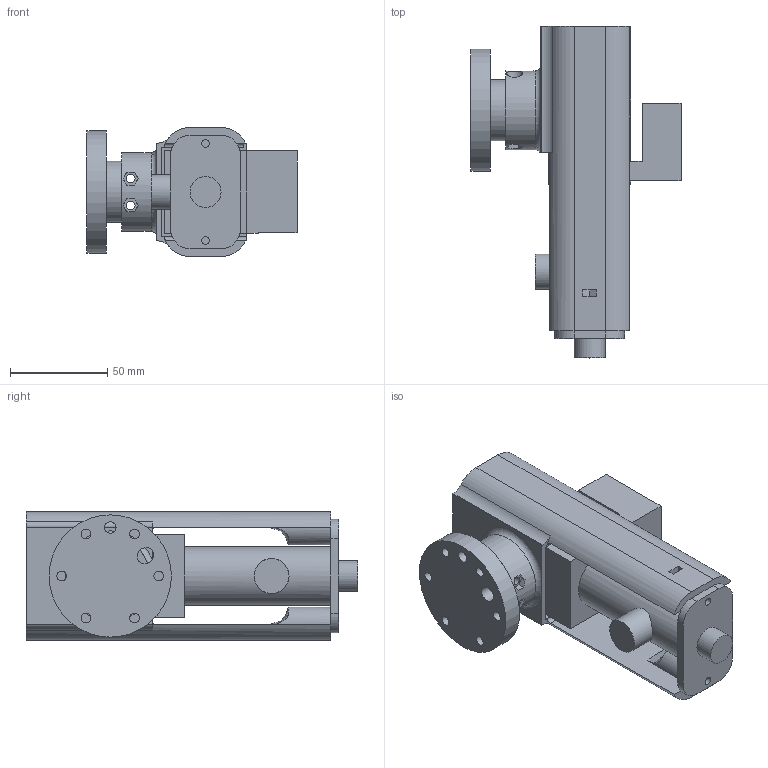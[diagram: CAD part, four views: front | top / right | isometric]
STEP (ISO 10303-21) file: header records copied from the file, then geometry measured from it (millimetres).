
FILE_DESCRIPTION(/* description */ (''),/* implementation_level */ '2;1');
FILE_NAME(/* name */ 'Extrusor Arcilla v5.step',/* time_stamp */ '2021-08-04T11:17:07-04:00',/* author */ (''),/* organization */ (''),/* preprocessor_version */ 'ST-DEVELOPER v18.1',/* originating_system */ 'Autodesk Translation Framework v10.9.0.1377',/* authorisation */ '');
FILE_SCHEMA (('AUTOMOTIVE_DESIGN { 1 0 10303 214 3 1 1 }'));
Length unit declared in the file: millimetre
Products named in the file (1): Extrusor Arcilla
Bounding box: 108.22 x 170.98 x 66.42 mm (x, y, z)
Volume: 417969.6 mm3; surface area: 92811 mm2
Topology: 3 solids, 3 shells, 134 faces, 354 edges, 235 vertices
Faces by surface type: plane 81, cylinder 49, bspline 3, torus 1
Full cylindrical faces by diameter (mm): 4 x4, 4.5 x6, 5 x6, 5.5 x4, 6 x1, 8.5 x2, 16 x1, 18 x1, 30 x1, 31.5 x1, 40.5 x1, 63 x1
Entity records: 4914 total; most frequent: CARTESIAN_POINT 1395, DIRECTION 708, ORIENTED_EDGE 704, EDGE_CURVE 352, AXIS2_PLACEMENT_3D 242, VERTEX_POINT 235, LINE 224, VECTOR 224
